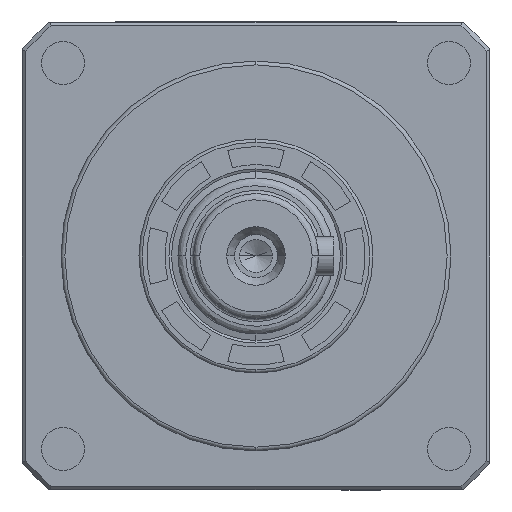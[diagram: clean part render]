
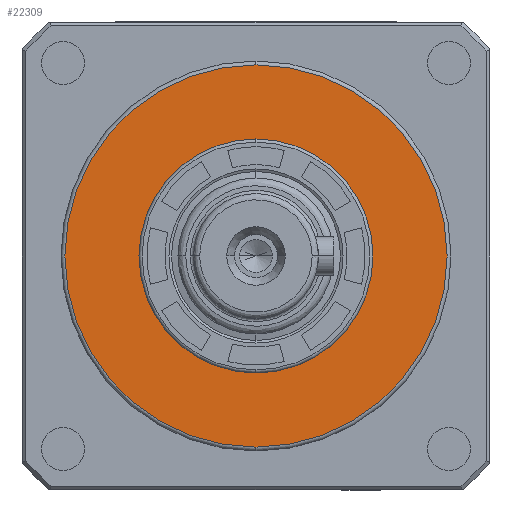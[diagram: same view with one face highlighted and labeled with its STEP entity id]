
A CAD part, left-side view. The second image highlights one B-rep face of the part: STEP entity #22309.
In plain terms, the highlighted planar face has unit normal (-1, 0, 0).
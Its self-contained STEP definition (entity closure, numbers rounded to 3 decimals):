
#189 = VERTEX_POINT ( 'NONE', #26971 ) ;
#1227 = DIRECTION ( 'NONE',  ( 0., 0., 1. ) ) ;
#1349 = DIRECTION ( 'NONE',  ( -1., 0., 0. ) ) ;
#1508 = EDGE_CURVE ( 'NONE', #16870, #189, #15125, .T. ) ;
#2134 = CIRCLE ( 'NONE', #16945, 15. ) ;
#2477 = CARTESIAN_POINT ( 'NONE',  ( 2., 0., 15. ) ) ;
#3489 = AXIS2_PLACEMENT_3D ( 'NONE', #7815, #20982, #5259 ) ;
#5112 = EDGE_CURVE ( 'NONE', #32980, #6524, #2134, .T. ) ;
#5173 = ORIENTED_EDGE ( 'NONE', *, *, #5112, .F. ) ;
#5259 = DIRECTION ( 'NONE',  ( 0., 0., 1. ) ) ;
#5328 = DIRECTION ( 'NONE',  ( -1., 0., 0. ) ) ;
#5571 = ORIENTED_EDGE ( 'NONE', *, *, #10819, .T. ) ;
#5790 = AXIS2_PLACEMENT_3D ( 'NONE', #9909, #28301, #22731 ) ;
#6524 = VERTEX_POINT ( 'NONE', #30344 ) ;
#7004 = PLANE ( 'NONE',  #5790 ) ;
#7767 = DIRECTION ( 'NONE',  ( 0., 0., 1. ) ) ;
#7815 = CARTESIAN_POINT ( 'NONE',  ( 2., 0., 0. ) ) ;
#8611 = ORIENTED_EDGE ( 'NONE', *, *, #1508, .T. ) ;
#8965 = CIRCLE ( 'NONE', #3489, 24.5 ) ;
#9909 = CARTESIAN_POINT ( 'NONE',  ( 2., 21.693, 0. ) ) ;
#10532 = CARTESIAN_POINT ( 'NONE',  ( 2., 0., 0. ) ) ;
#10819 = EDGE_CURVE ( 'NONE', #189, #16870, #8965, .T. ) ;
#12023 = FACE_BOUND ( 'NONE', #26084, .T. ) ;
#13661 = AXIS2_PLACEMENT_3D ( 'NONE', #28149, #14352, #1227 ) ;
#14352 = DIRECTION ( 'NONE',  ( -1., 0., 0. ) ) ;
#14604 = EDGE_CURVE ( 'NONE', #6524, #32980, #23449, .T. ) ;
#15125 = CIRCLE ( 'NONE', #33311, 24.5 ) ;
#16109 = CARTESIAN_POINT ( 'NONE',  ( 2., 0., 24.5 ) ) ;
#16870 = VERTEX_POINT ( 'NONE', #16109 ) ;
#16945 = AXIS2_PLACEMENT_3D ( 'NONE', #10532, #5328, #7767 ) ;
#17395 = FACE_OUTER_BOUND ( 'NONE', #23653, .T. ) ;
#17535 = ORIENTED_EDGE ( 'NONE', *, *, #14604, .F. ) ;
#20982 = DIRECTION ( 'NONE',  ( -1., 0., 0. ) ) ;
#22309 = ADVANCED_FACE ( 'NONE', ( #12023, #17395 ), #7004, .F. ) ;
#22731 = DIRECTION ( 'NONE',  ( 0., 0., -1. ) ) ;
#23449 = CIRCLE ( 'NONE', #13661, 15. ) ;
#23653 = EDGE_LOOP ( 'NONE', ( #8611, #5571 ) ) ;
#26084 = EDGE_LOOP ( 'NONE', ( #5173, #17535 ) ) ;
#26971 = CARTESIAN_POINT ( 'NONE',  ( 2., 0., -24.5 ) ) ;
#27472 = DIRECTION ( 'NONE',  ( 0., 0., 1. ) ) ;
#28149 = CARTESIAN_POINT ( 'NONE',  ( 2., 0., 0. ) ) ;
#28301 = DIRECTION ( 'NONE',  ( 1., 0., 0. ) ) ;
#30250 = CARTESIAN_POINT ( 'NONE',  ( 2., 0., 0. ) ) ;
#30344 = CARTESIAN_POINT ( 'NONE',  ( 2., 0., -15. ) ) ;
#32980 = VERTEX_POINT ( 'NONE', #2477 ) ;
#33311 = AXIS2_PLACEMENT_3D ( 'NONE', #30250, #1349, #27472 ) ;
